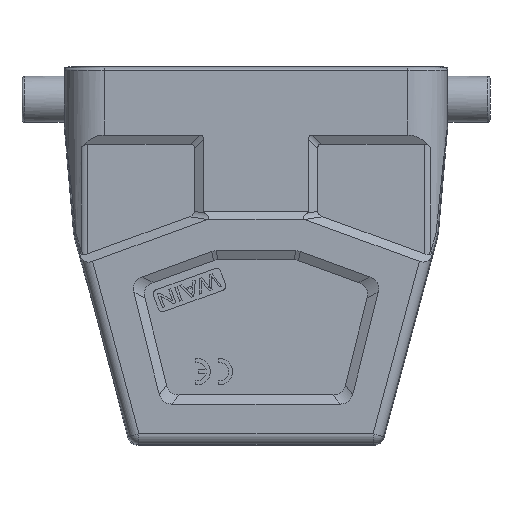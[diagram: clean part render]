
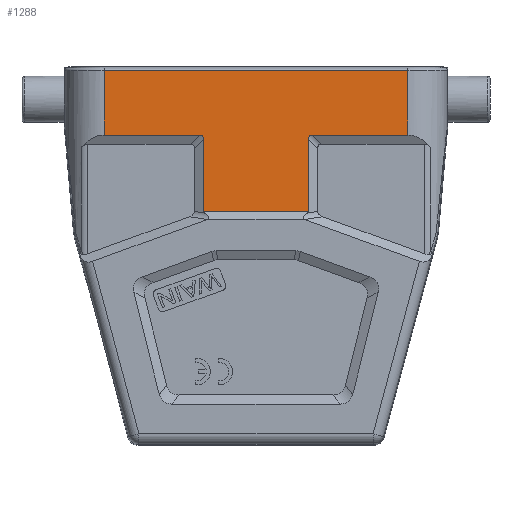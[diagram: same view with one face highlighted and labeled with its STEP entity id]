
A CAD part, front view. The second image highlights one B-rep face of the part: STEP entity #1288.
In plain terms, the highlighted planar face has unit normal (0, -1, 0).
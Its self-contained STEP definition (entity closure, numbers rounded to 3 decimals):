
#818=FACE_OUTER_BOUND('',#2235,.T.);
#1288=ADVANCED_FACE('',(#818),#1538,.T.);
#1538=PLANE('',#8947);
#1568=ELLIPSE('',#8295,3.969,1.5);
#1569=ELLIPSE('',#8299,3.969,1.5);
#2235=EDGE_LOOP('',(#5847,#5848,#5849,#5850,#5851,#5852,#5853,#5854,#5855,
#5856));
#2443=LINE('',#11792,#3155);
#2445=LINE('',#11796,#3157);
#2451=LINE('',#11813,#3163);
#2927=LINE('',#14826,#3639);
#2931=LINE('',#14886,#3643);
#2948=LINE('',#14966,#3660);
#2949=LINE('',#14970,#3661);
#2950=LINE('',#14972,#3662);
#3155=VECTOR('',#9403,1.);
#3157=VECTOR('',#9407,1.);
#3163=VECTOR('',#9421,1.);
#3639=VECTOR('',#11107,1.);
#3643=VECTOR('',#11135,1.);
#3660=VECTOR('',#11204,1.);
#3661=VECTOR('',#11209,1.);
#3662=VECTOR('',#11210,1.);
#5847=ORIENTED_EDGE('',*,*,#7839,.T.);
#5848=ORIENTED_EDGE('',*,*,#7002,.T.);
#5849=ORIENTED_EDGE('',*,*,#6999,.T.);
#5850=ORIENTED_EDGE('',*,*,#6994,.T.);
#5851=ORIENTED_EDGE('',*,*,#7853,.F.);
#5852=ORIENTED_EDGE('',*,*,#6992,.T.);
#5853=ORIENTED_EDGE('',*,*,#6989,.T.);
#5854=ORIENTED_EDGE('',*,*,#7886,.T.);
#5855=ORIENTED_EDGE('',*,*,#7888,.T.);
#5856=ORIENTED_EDGE('',*,*,#7889,.T.);
#6185=VERTEX_POINT('',#11785);
#6186=VERTEX_POINT('',#11787);
#6188=VERTEX_POINT('',#11793);
#6189=VERTEX_POINT('',#11797);
#6190=VERTEX_POINT('',#11798);
#6194=VERTEX_POINT('',#11808);
#6196=VERTEX_POINT('',#11814);
#6721=VERTEX_POINT('',#14791);
#6750=VERTEX_POINT('',#14967);
#6751=VERTEX_POINT('',#14971);
#6989=EDGE_CURVE('',#6186,#6185,#1568,.T.);
#6992=EDGE_CURVE('',#6188,#6186,#2443,.T.);
#6994=EDGE_CURVE('',#6189,#6190,#2445,.T.);
#6999=EDGE_CURVE('',#6194,#6189,#1569,.T.);
#7002=EDGE_CURVE('',#6196,#6194,#2451,.T.);
#7839=EDGE_CURVE('',#6721,#6196,#2927,.T.);
#7853=EDGE_CURVE('',#6188,#6190,#2931,.T.);
#7886=EDGE_CURVE('',#6185,#6750,#2948,.T.);
#7888=EDGE_CURVE('',#6750,#6751,#2949,.T.);
#7889=EDGE_CURVE('',#6751,#6721,#2950,.T.);
#8295=AXIS2_PLACEMENT_3D('',#11786,#9397,#9398);
#8299=AXIS2_PLACEMENT_3D('',#11807,#9414,#9415);
#8947=AXIS2_PLACEMENT_3D('',#14973,#11211,#11212);
#9397=DIRECTION('',(0.,1.,0.));
#9398=DIRECTION('',(-0.707,0.,0.707));
#9403=DIRECTION('',(0.,0.,1.));
#9407=DIRECTION('',(0.,0.,-1.));
#9414=DIRECTION('',(0.,1.,0.));
#9415=DIRECTION('',(0.707,0.,0.707));
#9421=DIRECTION('',(1.,0.,0.));
#11107=DIRECTION('',(0.,0.,-1.));
#11135=DIRECTION('',(-1.,0.,0.));
#11204=DIRECTION('',(1.,0.,0.));
#11209=DIRECTION('',(0.,0.,1.));
#11210=DIRECTION('',(-1.,0.,0.));
#11211=DIRECTION('',(0.,-1.,0.));
#11212=DIRECTION('',(1.,0.,0.));
#11785=CARTESIAN_POINT('',(10.75,-21.5,-13.));
#11786=CARTESIAN_POINT('',(13.,-21.5,-16.));
#11787=CARTESIAN_POINT('',(10.,-21.5,-13.75));
#11792=CARTESIAN_POINT('',(10.,-21.5,0.));
#11793=CARTESIAN_POINT('',(10.,-21.5,-27.456));
#11796=CARTESIAN_POINT('',(-10.,-21.5,0.));
#11797=CARTESIAN_POINT('',(-10.,-21.5,-13.75));
#11798=CARTESIAN_POINT('',(-10.,-21.5,-27.456));
#11807=CARTESIAN_POINT('',(-13.,-21.5,-16.));
#11808=CARTESIAN_POINT('',(-10.75,-21.5,-13.));
#11813=CARTESIAN_POINT('',(0.,-21.5,-13.));
#11814=CARTESIAN_POINT('',(-28.878,-21.5,-13.));
#14791=CARTESIAN_POINT('',(-28.878,-21.5,-0.783));
#14826=CARTESIAN_POINT('',(-28.878,-21.5,-11.));
#14886=CARTESIAN_POINT('',(0.,-21.5,-27.456));
#14966=CARTESIAN_POINT('',(0.,-21.5,-13.));
#14967=CARTESIAN_POINT('',(28.878,-21.5,-13.));
#14970=CARTESIAN_POINT('',(28.878,-21.5,0.));
#14971=CARTESIAN_POINT('',(28.878,-21.5,-0.783));
#14972=CARTESIAN_POINT('',(36.5,-21.5,-0.783));
#14973=CARTESIAN_POINT('',(0.,-21.5,0.));
